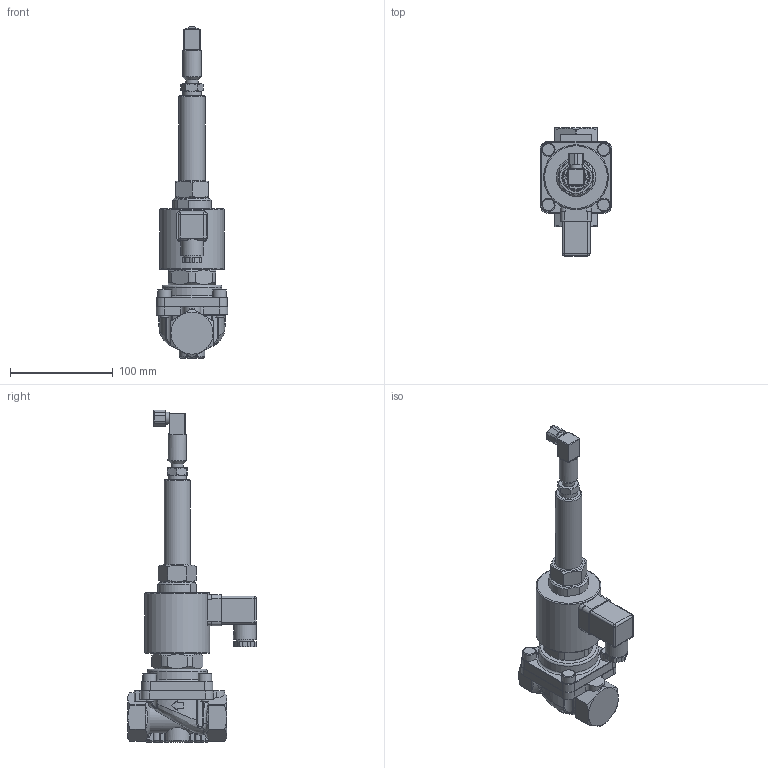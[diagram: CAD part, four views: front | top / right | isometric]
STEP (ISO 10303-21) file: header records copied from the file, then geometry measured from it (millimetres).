
FILE_DESCRIPTION(/* description */ ('STP-Datei'),/* implementation_level */ '2;1');
FILE_NAME(/* name */ '035.000599_A3525-1004-.322-EH.stp',/* time_stamp */ '2018-06-11T08:20:30+02:00',/* author */ ('jkuehnel'),/* organization */ (''),/* preprocessor_version */ 'ST-DEVELOPER v16.1',/* originating_system */ 'Autodesk Inventor 2016',/* authorisation */ '');
FILE_SCHEMA (('AUTOMOTIVE_DESIGN { 1 0 10303 214 3 1 1 }'));
Length unit declared in the file: millimetre
Products named in the file (1): 88-003940
Bounding box: 70 x 124.7 x 322.99 mm (x, y, z)
Volume: 607512.6 mm3; surface area: 69029.6 mm2
Topology: 1 solids, 1 shells, 460 faces, 1163 edges, 720 vertices
Faces by surface type: plane 174, cylinder 161, cone 56, torus 37, bspline 24, sphere 8
Full cylindrical faces by diameter (mm): 8 x4, 12 x2, 13 x4, 17 x1, 18 x2, 22 x1, 25.6 x1, 28 x1, 58 x1, 63 x1
Entity records: 15427 total; most frequent: CARTESIAN_POINT 4475, ORIENTED_EDGE 2206, DIRECTION 2138, EDGE_CURVE 1103, AXIS2_PLACEMENT_3D 844, VERTEX_POINT 707, EDGE_LOOP 522, STYLED_ITEM 461
